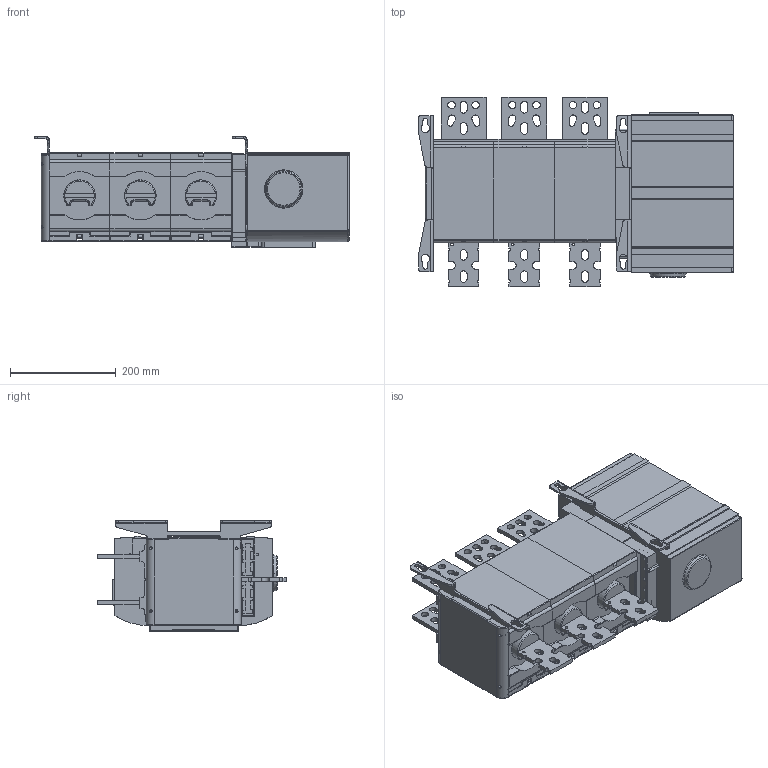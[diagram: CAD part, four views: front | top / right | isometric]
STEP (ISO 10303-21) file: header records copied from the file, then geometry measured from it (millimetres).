
FILE_DESCRIPTION((''),'2;1');
FILE_NAME('OX_800U-1600_3X3_T_LIGHT_ASM','2018-03-27T',('fiparab'),(''),'CREO PARAMETRIC BY PTC INC, 2017300','CREO PARAMETRIC BY PTC INC, 2017300','');
FILE_SCHEMA(('CONFIG_CONTROL_DESIGN'));
Length unit declared in the file: millimetre
Products named in the file (12): OX_ME1-R4-Q_SR_1; OXZM27_1; OXPI1_SR_2; OX_MI1_LX_SR_1_1; OX_MI1_LX_SR_1_2; OX_MI1_LX_SR_1_ASM; OXNA1-R4-1600_SR_8; CXBY68668_SR_3; OXNA1-R4-1600_SR_ASM_1_ASM; CXBY69638_SR_3; OX_800U-1600_3X3_T_LIGHT_ASM_1_ASM; OX_800U-1600_3X3_T_LIGHT_ASM
Assembly tree (14 placements, depth 4):
  OX_800U-1600_3X3_T_LIGHT_ASM
    OX_800U-1600_3X3_T_LIGHT_ASM_1_ASM
      OX_ME1-R4-Q_SR_1
      OXZM27_1  x2
      OXPI1_SR_2
      OX_MI1_LX_SR_1_ASM
        OX_MI1_LX_SR_1_1
        OX_MI1_LX_SR_1_2
      OXNA1-R4-1600_SR_ASM_1_ASM  x3
        OXNA1-R4-1600_SR_8
        CXBY68668_SR_3
      CXBY69638_SR_3
Bounding box: 597 x 358.4 x 210 mm (x, y, z)
Volume: 21697630.6 mm3; surface area: 1364964.9 mm2
Topology: 13 solids, 21 shells, 2227 faces, 6112 edges, 3934 vertices
Faces by surface type: plane 1085, cylinder 843, bspline 114, torus 70, extrusion 61, sphere 40, cone 14
Entity records: 50586 total; most frequent: CARTESIAN_POINT 16418, ORIENTED_EDGE 6832, DIRECTION 6464, EDGE_CURVE 3424, VERTEX_POINT 2229, VECTOR 2218, LINE 2157, AXIS2_PLACEMENT_3D 2123
